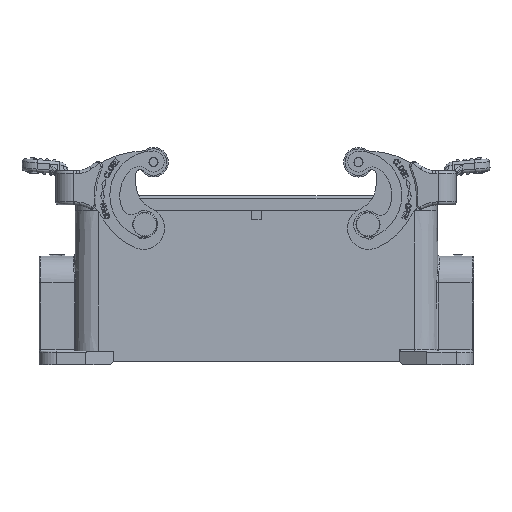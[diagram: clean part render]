
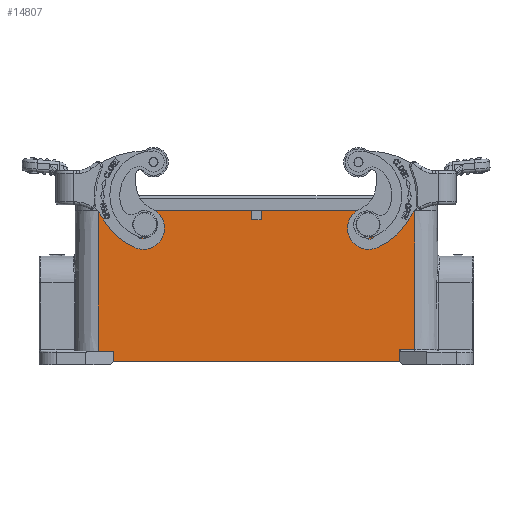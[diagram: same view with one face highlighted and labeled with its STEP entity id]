
A CAD part, left-side view. The second image highlights one B-rep face of the part: STEP entity #14807.
In plain terms, the highlighted planar face has unit normal (-1, 0, 0.009).
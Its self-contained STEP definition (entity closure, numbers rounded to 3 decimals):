
#39=ELLIPSE('',#37579,1.5,1.5);
#40=ELLIPSE('',#37580,1.5,1.5);
#3079=LINE('',#57285,#5401);
#3134=LINE('',#57744,#5456);
#3139=LINE('',#57758,#5461);
#3147=LINE('',#57787,#5469);
#3150=LINE('',#57794,#5472);
#3291=LINE('',#58506,#5613);
#3306=LINE('',#58660,#5628);
#3309=LINE('',#58685,#5631);
#3310=LINE('',#58691,#5632);
#3311=LINE('',#58693,#5633);
#3312=LINE('',#58694,#5634);
#3313=LINE('',#58696,#5635);
#5401=VECTOR('',#42648,1.);
#5456=VECTOR('',#42861,1.);
#5461=VECTOR('',#42874,1.);
#5469=VECTOR('',#42900,1.);
#5472=VECTOR('',#42905,1.);
#5613=VECTOR('',#43288,1.);
#5628=VECTOR('',#43341,1.);
#5631=VECTOR('',#43370,1.);
#5632=VECTOR('',#43377,1.);
#5633=VECTOR('',#43378,1.);
#5634=VECTOR('',#43379,1.);
#5635=VECTOR('',#43380,1.);
#13463=PLANE('',#37581);
#14807=ADVANCED_FACE('',(#16336,#16337,#16338),#13463,.T.);
#16336=FACE_BOUND('',#17653,.T.);
#16337=FACE_BOUND('',#17654,.T.);
#16338=FACE_BOUND('',#17655,.T.);
#17653=EDGE_LOOP('',(#23551));
#17654=EDGE_LOOP('',(#23552));
#17655=EDGE_LOOP('',(#23553,#23554,#23555,#23556,#23557,#23558,#23559,#23560,
#23561,#23562,#23563,#23564));
#23551=ORIENTED_EDGE('',*,*,#32890,.T.);
#23552=ORIENTED_EDGE('',*,*,#32891,.T.);
#23553=ORIENTED_EDGE('',*,*,#32878,.T.);
#23554=ORIENTED_EDGE('',*,*,#32892,.T.);
#23555=ORIENTED_EDGE('',*,*,#32893,.T.);
#23556=ORIENTED_EDGE('',*,*,#32478,.T.);
#23557=ORIENTED_EDGE('',*,*,#32894,.F.);
#23558=ORIENTED_EDGE('',*,*,#32895,.T.);
#23559=ORIENTED_EDGE('',*,*,#32595,.T.);
#23560=ORIENTED_EDGE('',*,*,#32602,.F.);
#23561=ORIENTED_EDGE('',*,*,#32614,.F.);
#23562=ORIENTED_EDGE('',*,*,#32617,.T.);
#23563=ORIENTED_EDGE('',*,*,#32848,.T.);
#23564=ORIENTED_EDGE('',*,*,#32889,.T.);
#28836=VERTEX_POINT('',#57284);
#28837=VERTEX_POINT('',#57286);
#28913=VERTEX_POINT('',#57743);
#28914=VERTEX_POINT('',#57745);
#28918=VERTEX_POINT('',#57757);
#28925=VERTEX_POINT('',#57788);
#28927=VERTEX_POINT('',#57793);
#29080=VERTEX_POINT('',#58505);
#29095=VERTEX_POINT('',#58659);
#29096=VERTEX_POINT('',#58661);
#29101=VERTEX_POINT('',#58688);
#29102=VERTEX_POINT('',#58690);
#29103=VERTEX_POINT('',#58692);
#29104=VERTEX_POINT('',#58695);
#32478=EDGE_CURVE('',#28837,#28836,#3079,.T.);
#32595=EDGE_CURVE('',#28914,#28913,#3134,.T.);
#32602=EDGE_CURVE('',#28918,#28913,#3139,.T.);
#32614=EDGE_CURVE('',#28925,#28918,#3147,.T.);
#32617=EDGE_CURVE('',#28925,#28927,#3150,.T.);
#32848=EDGE_CURVE('',#28927,#29080,#3291,.T.);
#32878=EDGE_CURVE('',#29096,#29095,#3306,.T.);
#32889=EDGE_CURVE('',#29080,#29096,#3309,.T.);
#32890=EDGE_CURVE('',#29101,#29101,#39,.T.);
#32891=EDGE_CURVE('',#29102,#29102,#40,.T.);
#32892=EDGE_CURVE('',#29095,#29103,#3310,.T.);
#32893=EDGE_CURVE('',#29103,#28837,#3311,.T.);
#32894=EDGE_CURVE('',#29104,#28836,#3312,.T.);
#32895=EDGE_CURVE('',#29104,#28914,#3313,.T.);
#37579=AXIS2_PLACEMENT_3D('',#58687,#43373,#43374);
#37580=AXIS2_PLACEMENT_3D('',#58689,#43375,#43376);
#37581=AXIS2_PLACEMENT_3D('',#58697,#43381,#43382);
#42648=DIRECTION('',(0.,1.,0.));
#42861=DIRECTION('',(-0.009,0.,-1.));
#42874=DIRECTION('',(0.,1.,0.));
#42900=DIRECTION('',(0.009,0.,1.));
#42905=DIRECTION('',(0.,-1.,0.));
#43288=DIRECTION('',(0.009,0.,1.));
#43341=DIRECTION('',(0.009,0.,1.));
#43370=DIRECTION('',(0.,-1.,0.));
#43373=DIRECTION('',(1.,0.,-0.009));
#43374=DIRECTION('',(-0.009,0.,-1.));
#43375=DIRECTION('',(1.,0.,-0.009));
#43376=DIRECTION('',(-0.009,0.,-1.));
#43377=DIRECTION('',(0.,1.,0.));
#43378=DIRECTION('',(-0.009,0.,-1.));
#43379=DIRECTION('',(-0.009,0.,-1.));
#43380=DIRECTION('',(0.,1.,0.));
#43381=DIRECTION('',(-1.,0.,0.009));
#43382=DIRECTION('',(0.,1.,0.));
#57284=CARTESIAN_POINT('',(-21.526,1.6,48.));
#57285=CARTESIAN_POINT('',(-21.526,-1.6,48.));
#57286=CARTESIAN_POINT('',(-21.526,-1.6,48.));
#57743=CARTESIAN_POINT('',(-21.906,52.5,4.5));
#57744=CARTESIAN_POINT('',(-21.5,52.5,51.));
#57745=CARTESIAN_POINT('',(-21.5,52.5,51.));
#57757=CARTESIAN_POINT('',(-21.906,47.5,4.5));
#57758=CARTESIAN_POINT('',(-21.906,47.5,4.5));
#57787=CARTESIAN_POINT('',(-21.936,47.5,1.));
#57788=CARTESIAN_POINT('',(-21.936,47.5,1.));
#57793=CARTESIAN_POINT('',(-21.936,-47.5,1.));
#57794=CARTESIAN_POINT('',(-21.936,47.5,1.));
#58505=CARTESIAN_POINT('',(-21.901,-47.5,4.996));
#58506=CARTESIAN_POINT('',(-21.936,-47.5,1.));
#58659=CARTESIAN_POINT('',(-21.5,-52.5,51.));
#58660=CARTESIAN_POINT('',(-21.901,-52.5,4.996));
#58661=CARTESIAN_POINT('',(-21.901,-52.5,4.996));
#58685=CARTESIAN_POINT('',(-21.901,-47.5,4.996));
#58687=CARTESIAN_POINT('',(-21.539,37.,46.5));
#58688=CARTESIAN_POINT('',(-21.552,37.,45.));
#58689=CARTESIAN_POINT('',(-21.539,-37.,46.5));
#58690=CARTESIAN_POINT('',(-21.552,-37.,45.));
#58691=CARTESIAN_POINT('',(-21.5,-52.5,51.));
#58692=CARTESIAN_POINT('',(-21.5,-1.6,51.));
#58693=CARTESIAN_POINT('',(-21.5,-1.6,51.));
#58694=CARTESIAN_POINT('',(-21.5,1.6,51.));
#58695=CARTESIAN_POINT('',(-21.5,1.6,51.));
#58696=CARTESIAN_POINT('',(-21.5,1.6,51.));
#58697=CARTESIAN_POINT('',(-21.5,55.148,51.));
